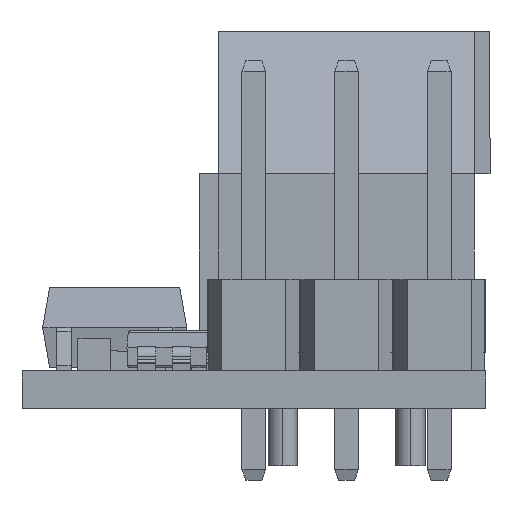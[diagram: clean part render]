
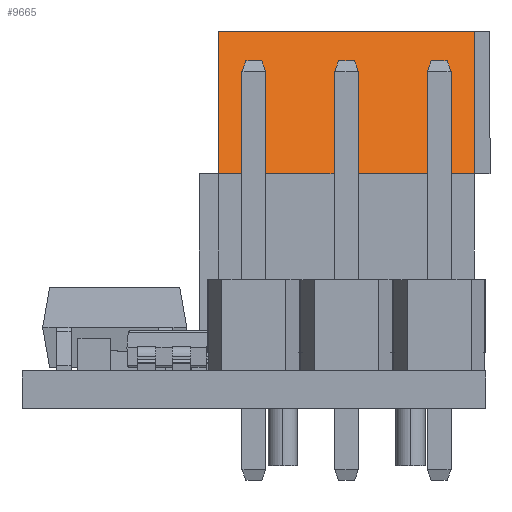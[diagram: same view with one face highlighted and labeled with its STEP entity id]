
A CAD part, left-side view. The second image highlights one B-rep face of the part: STEP entity #9665.
In plain terms, the highlighted planar face has unit normal (-0.933, 0, 0.359).
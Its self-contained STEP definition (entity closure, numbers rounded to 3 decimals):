
#619 = DIRECTION ( 'NONE',  ( 0.359, 0., 0.933 ) ) ;
#1071 = CARTESIAN_POINT ( 'NONE',  ( 14.61, 0.31, 10.315 ) ) ;
#5237 = EDGE_CURVE ( 'NONE', #30451, #29666, #39981, .T. ) ;
#9535 = EDGE_CURVE ( 'NONE', #26049, #30451, #33705, .T. ) ;
#9555 = ORIENTED_EDGE ( 'NONE', *, *, #39899, .T. ) ;
#9665 = ADVANCED_FACE ( 'NONE', ( #29255 ), #33277, .F. ) ;
#9730 = CARTESIAN_POINT ( 'NONE',  ( 14.61, 7.31, 10.315 ) ) ;
#9851 = ORIENTED_EDGE ( 'NONE', *, *, #42212, .T. ) ;
#12263 = VECTOR ( 'NONE', #33703, 1000. ) ;
#15147 = LINE ( 'NONE', #53175, #12263 ) ;
#15233 = DIRECTION ( 'NONE',  ( -0.359, 0., -0.933 ) ) ;
#15972 = CARTESIAN_POINT ( 'NONE',  ( 13.11, 7.31, 6.415 ) ) ;
#20073 = ORIENTED_EDGE ( 'NONE', *, *, #5237, .F. ) ;
#23474 = CARTESIAN_POINT ( 'NONE',  ( 14.61, 0.31, 10.315 ) ) ;
#25658 = DIRECTION ( 'NONE',  ( 0., 1., 0. ) ) ;
#26049 = VERTEX_POINT ( 'NONE', #23474 ) ;
#27587 = ORIENTED_EDGE ( 'NONE', *, *, #9535, .F. ) ;
#29255 = FACE_OUTER_BOUND ( 'NONE', #45215, .T. ) ;
#29500 = LINE ( 'NONE', #56601, #49807 ) ;
#29666 = VERTEX_POINT ( 'NONE', #15972 ) ;
#30451 = VERTEX_POINT ( 'NONE', #37334 ) ;
#33277 = PLANE ( 'NONE',  #52798 ) ;
#33703 = DIRECTION ( 'NONE',  ( 0., 1., 0. ) ) ;
#33705 = LINE ( 'NONE', #1071, #39222 ) ;
#36006 = CARTESIAN_POINT ( 'NONE',  ( 13.11, 0.31, 6.415 ) ) ;
#37334 = CARTESIAN_POINT ( 'NONE',  ( 13.11, 0.31, 6.415 ) ) ;
#39222 = VECTOR ( 'NONE', #42844, 1000. ) ;
#39899 = EDGE_CURVE ( 'NONE', #59739, #29666, #29500, .T. ) ;
#39981 = LINE ( 'NONE', #36006, #49383 ) ;
#42212 = EDGE_CURVE ( 'NONE', #26049, #59739, #15147, .T. ) ;
#42844 = DIRECTION ( 'NONE',  ( -0.359, 0., -0.933 ) ) ;
#42994 = DIRECTION ( 'NONE',  ( 0.933, 0., -0.359 ) ) ;
#45215 = EDGE_LOOP ( 'NONE', ( #9555, #20073, #27587, #9851 ) ) ;
#49383 = VECTOR ( 'NONE', #25658, 1000. ) ;
#49807 = VECTOR ( 'NONE', #15233, 1000. ) ;
#51518 = CARTESIAN_POINT ( 'NONE',  ( 14.61, 0.31, 10.315 ) ) ;
#52798 = AXIS2_PLACEMENT_3D ( 'NONE', #51518, #42994, #619 ) ;
#53175 = CARTESIAN_POINT ( 'NONE',  ( 14.61, 0.31, 10.315 ) ) ;
#56601 = CARTESIAN_POINT ( 'NONE',  ( 14.61, 7.31, 10.315 ) ) ;
#59739 = VERTEX_POINT ( 'NONE', #9730 ) ;
